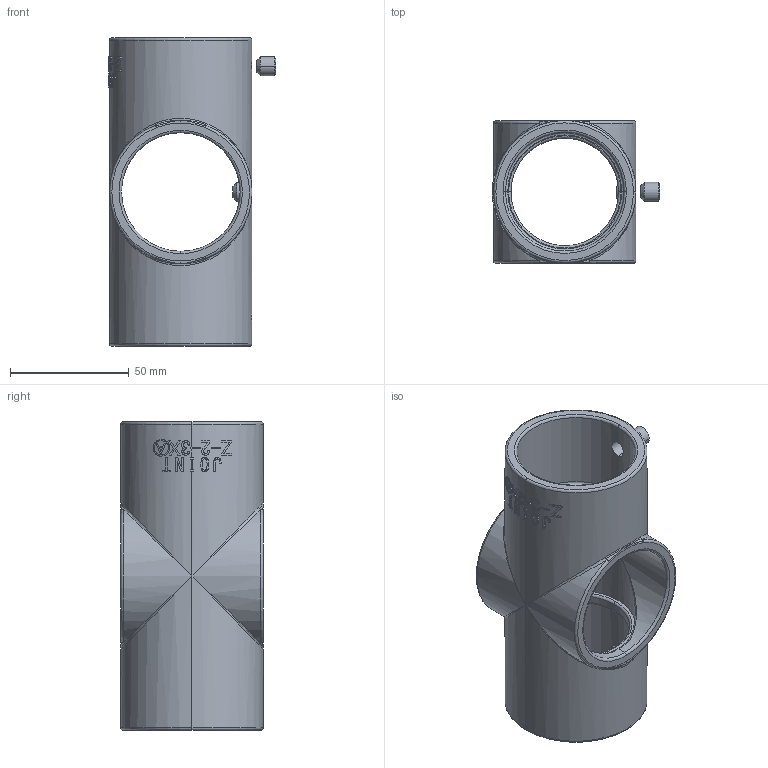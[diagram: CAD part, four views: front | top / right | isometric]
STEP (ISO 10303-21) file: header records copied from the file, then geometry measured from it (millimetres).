
FILE_DESCRIPTION (( 'STEP AP214' ), '1' );
FILE_NAME ('Z-2-3X.STEP', '2015-11-22T13:03:06', ( 'user' ), ( 'Hewlett-Packard Company' ), 'SwSTEP 2.0', 'SolidWorks 2014', '' );
FILE_SCHEMA (( 'AUTOMOTIVE_DESIGN' ));
Length unit declared in the file: millimetre
Products named in the file (3): hexagon socket set screw cup point_jis_JIS B 1177 Cup point M8 x 8 --N; part_Z-2-3X; Z-2-3X
Assembly tree (4 placements, depth 2):
  Z-2-3X
    part_Z-2-3X
    hexagon socket set screw cup point_jis_JIS B 1177 Cup point M8 x 8 --N  x3
Bounding box: 70.5 x 60.02 x 130 mm (x, y, z)
Volume: 107093.3 mm3; surface area: 46070.9 mm2
Topology: 4 solids, 4 shells, 349 faces, 899 edges, 553 vertices
Faces by surface type: plane 124, bspline 122, cylinder 54, torus 31, cone 18
Entity records: 16627 total; most frequent: CARTESIAN_POINT 9686, ORIENTED_EDGE 1626, DIRECTION 1068, EDGE_CURVE 813, VERTEX_POINT 511, AXIS2_PLACEMENT_3D 396, EDGE_LOOP 340, ADVANCED_FACE 317
